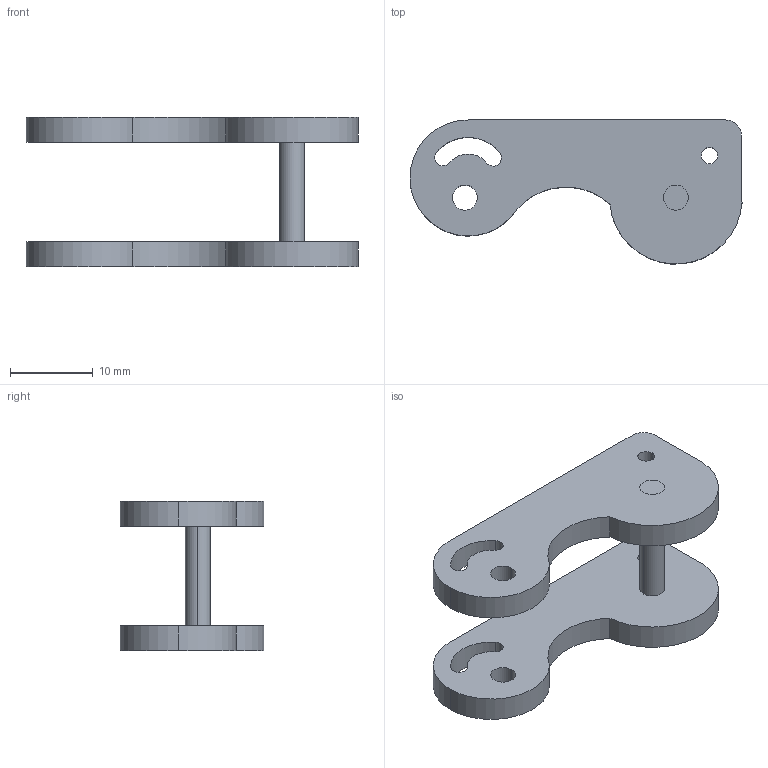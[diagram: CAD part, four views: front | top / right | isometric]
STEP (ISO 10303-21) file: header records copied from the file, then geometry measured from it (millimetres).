
FILE_DESCRIPTION (( 'STEP AP203' ), '1' );
FILE_NAME ('interPart_Default_sldprt.STEP', '2018-03-20T10:16:09', ( '' ), ( '' ), 'SwSTEP 2.0', 'SolidWorks 2017', '' );
FILE_SCHEMA (( 'CONFIG_CONTROL_DESIGN' ));
Length unit declared in the file: millimetre
Products named in the file (1): interPart_Default_sldprt
Bounding box: 40.05 x 17.35 x 18 mm (x, y, z)
Volume: 2932.7 mm3; surface area: 2970.2 mm2
Topology: 3 solids, 3 shells, 44 faces, 114 edges, 76 vertices
Faces by surface type: cylinder 34, plane 10
Entity records: 1491 total; most frequent: DIRECTION 272, CARTESIAN_POINT 235, ORIENTED_EDGE 228, EDGE_CURVE 114, AXIS2_PLACEMENT_3D 113, VERTEX_POINT 76, CIRCLE 68, EDGE_LOOP 60
